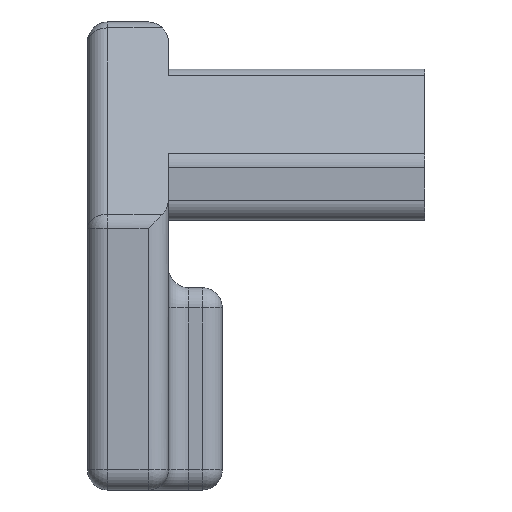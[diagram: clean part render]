
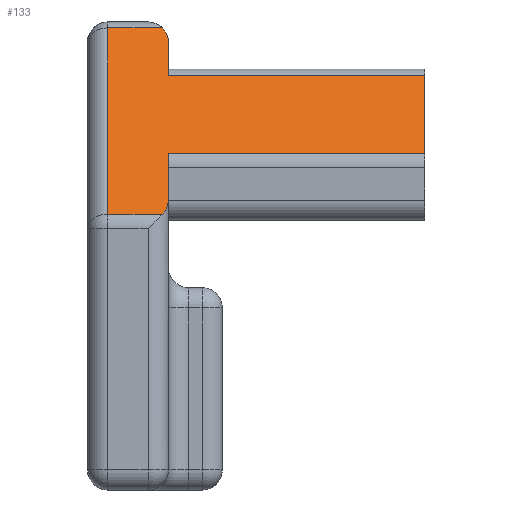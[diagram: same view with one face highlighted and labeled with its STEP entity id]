
A CAD part, left-side view. The second image highlights one B-rep face of the part: STEP entity #133.
In plain terms, the highlighted planar face has unit normal (-0.707, 0, 0.707).
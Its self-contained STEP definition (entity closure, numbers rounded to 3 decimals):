
#41 = DIRECTION ( 'NONE',  ( -0.707, 0., -0.707 ) ) ;
#47 = ORIENTED_EDGE ( 'NONE', *, *, #951, .F. ) ;
#65 = CARTESIAN_POINT ( 'NONE',  ( -83.3, 29.5, 24.7 ) ) ;
#112 = CARTESIAN_POINT ( 'NONE',  ( -97.561, 25.439, 10.439 ) ) ;
#133 = ADVANCED_FACE ( 'NONE', ( #1601 ), #1959, .F. ) ;
#163 = ORIENTED_EDGE ( 'NONE', *, *, #1501, .F. ) ;
#172 = CARTESIAN_POINT ( 'NONE',  ( -93.061, 25., 14.939 ) ) ;
#198 = EDGE_CURVE ( 'NONE', #2347, #1146, #1083, .T. ) ;
#218 = DIRECTION ( 'NONE',  ( 0., 1., 0. ) ) ;
#325 = DIRECTION ( 'NONE',  ( 0., 1., 0. ) ) ;
#332 = CARTESIAN_POINT ( 'NONE',  ( -83.3, 31., 24.7 ) ) ;
#345 = EDGE_CURVE ( 'NONE', #616, #2248, #949, .T. ) ;
#364 = LINE ( 'NONE', #2195, #1567 ) ;
#382 = ORIENTED_EDGE ( 'NONE', *, *, #546, .F. ) ;
#442 = VECTOR ( 'NONE', #2054, 1000. ) ;
#478 = CARTESIAN_POINT ( 'NONE',  ( -87.239, 25., 20.761 ) ) ;
#479 = CARTESIAN_POINT ( 'NONE',  ( -83.739, 25.439, 24.261 ) ) ;
#487 = VECTOR ( 'NONE', #325, 1000. ) ;
#505 = LINE ( 'NONE', #1618, #1660 ) ;
#512 =( BOUNDED_CURVE ( )  B_SPLINE_CURVE ( 3, ( #1898, #1598, #1218, #112 ),
 .UNSPECIFIED., .F., .F. ) 
 B_SPLINE_CURVE_WITH_KNOTS ( ( 4, 4 ),
 ( 4.712, 5.498 ),
 .UNSPECIFIED. ) 
 CURVE ( )  GEOMETRIC_REPRESENTATION_ITEM ( )  RATIONAL_B_SPLINE_CURVE ( ( 1., 0.949, 0.949, 1. ) ) 
 REPRESENTATION_ITEM ( '' )  );
#520 = DIRECTION ( 'NONE',  ( -0.707, 0., -0.707 ) ) ;
#523 = ORIENTED_EDGE ( 'NONE', *, *, #1034, .T. ) ;
#536 = ORIENTED_EDGE ( 'NONE', *, *, #198, .F. ) ;
#546 = EDGE_CURVE ( 'NONE', #1284, #900, #364, .T. ) ;
#569 = DIRECTION ( 'NONE',  ( 0., -1., 0. ) ) ;
#585 = VECTOR ( 'NONE', #218, 1000. ) ;
#597 = CARTESIAN_POINT ( 'NONE',  ( -87.239, 6., 20.761 ) ) ;
#616 = VERTEX_POINT ( 'NONE', #1623 ) ;
#627 = ORIENTED_EDGE ( 'NONE', *, *, #721, .F. ) ;
#649 = EDGE_LOOP ( 'NONE', ( #884, #1636, #382, #163, #627, #1312, #738, #47, #523, #536 ) ) ;
#704 = CARTESIAN_POINT ( 'NONE',  ( -87.239, 31., 20.761 ) ) ;
#721 = EDGE_CURVE ( 'NONE', #1275, #1181, #1518, .T. ) ;
#738 = ORIENTED_EDGE ( 'NONE', *, *, #345, .F. ) ;
#761 = CARTESIAN_POINT ( 'NONE',  ( -83.3, 25., 24.7 ) ) ;
#838 = EDGE_CURVE ( 'NONE', #900, #1220, #2123, .T. ) ;
#882 = DIRECTION ( 'NONE',  ( 0.707, 0., 0.707 ) ) ;
#884 = ORIENTED_EDGE ( 'NONE', *, *, #1050, .F. ) ;
#900 = VERTEX_POINT ( 'NONE', #1937 ) ;
#910 = CARTESIAN_POINT ( 'NONE',  ( -98., 6., 10. ) ) ;
#934 = VERTEX_POINT ( 'NONE', #1998 ) ;
#949 = LINE ( 'NONE', #761, #2180 ) ;
#951 = EDGE_CURVE ( 'NONE', #934, #616, #2354, .T. ) ;
#981 = CARTESIAN_POINT ( 'NONE',  ( -97.561, 29.5, 10.439 ) ) ;
#1021 = CARTESIAN_POINT ( 'NONE',  ( -84.397, 25., 23.603 ) ) ;
#1034 = EDGE_CURVE ( 'NONE', #934, #1146, #2161, .T. ) ;
#1050 = EDGE_CURVE ( 'NONE', #1220, #2347, #505, .T. ) ;
#1057 = DIRECTION ( 'NONE',  ( 0.707, 0., -0.707 ) ) ;
#1083 = LINE ( 'NONE', #704, #1337 ) ;
#1110 = AXIS2_PLACEMENT_3D ( 'NONE', #332, #1057, #882 ) ;
#1146 = VERTEX_POINT ( 'NONE', #597 ) ;
#1160 = CARTESIAN_POINT ( 'NONE',  ( -84.8, 25., 23.2 ) ) ;
#1181 = VERTEX_POINT ( 'NONE', #981 ) ;
#1218 = CARTESIAN_POINT ( 'NONE',  ( -97.276, 25.154, 10.724 ) ) ;
#1220 = VERTEX_POINT ( 'NONE', #1160 ) ;
#1275 = VERTEX_POINT ( 'NONE', #1695 ) ;
#1284 = VERTEX_POINT ( 'NONE', #1566 ) ;
#1312 = ORIENTED_EDGE ( 'NONE', *, *, #1602, .F. ) ;
#1337 = VECTOR ( 'NONE', #569, 1000. ) ;
#1449 = DIRECTION ( 'NONE',  ( 0.707, 0., 0.707 ) ) ;
#1501 = EDGE_CURVE ( 'NONE', #1181, #1284, #1847, .T. ) ;
#1518 = LINE ( 'NONE', #1840, #585 ) ;
#1529 = CARTESIAN_POINT ( 'NONE',  ( -84.024, 25.154, 23.976 ) ) ;
#1566 = CARTESIAN_POINT ( 'NONE',  ( -83.739, 29.5, 24.261 ) ) ;
#1567 = VECTOR ( 'NONE', #1643, 1000. ) ;
#1598 = CARTESIAN_POINT ( 'NONE',  ( -96.903, 25., 11.097 ) ) ;
#1601 = FACE_OUTER_BOUND ( 'NONE', #649, .T. ) ;
#1602 = EDGE_CURVE ( 'NONE', #2248, #1275, #512, .T. ) ;
#1618 = CARTESIAN_POINT ( 'NONE',  ( -83.3, 25., 24.7 ) ) ;
#1623 = CARTESIAN_POINT ( 'NONE',  ( -93.061, 25., 14.939 ) ) ;
#1636 = ORIENTED_EDGE ( 'NONE', *, *, #838, .F. ) ;
#1643 = DIRECTION ( 'NONE',  ( 0., -1., 0. ) ) ;
#1660 = VECTOR ( 'NONE', #520, 1000. ) ;
#1695 = CARTESIAN_POINT ( 'NONE',  ( -97.561, 25.439, 10.439 ) ) ;
#1727 = CARTESIAN_POINT ( 'NONE',  ( -96.5, 25., 11.5 ) ) ;
#1745 = CARTESIAN_POINT ( 'NONE',  ( -84.8, 25., 23.2 ) ) ;
#1840 = CARTESIAN_POINT ( 'NONE',  ( -97.561, 31., 10.439 ) ) ;
#1847 = LINE ( 'NONE', #65, #442 ) ;
#1898 = CARTESIAN_POINT ( 'NONE',  ( -96.5, 25., 11.5 ) ) ;
#1937 = CARTESIAN_POINT ( 'NONE',  ( -83.739, 25.439, 24.261 ) ) ;
#1959 = PLANE ( 'NONE',  #1110 ) ;
#1998 = CARTESIAN_POINT ( 'NONE',  ( -93.061, 6., 14.939 ) ) ;
#2054 = DIRECTION ( 'NONE',  ( 0.707, 0., 0.707 ) ) ;
#2123 =( BOUNDED_CURVE ( )  B_SPLINE_CURVE ( 3, ( #479, #1529, #1021, #1745 ),
 .UNSPECIFIED., .F., .F. ) 
 B_SPLINE_CURVE_WITH_KNOTS ( ( 4, 4 ),
 ( 3.927, 4.712 ),
 .UNSPECIFIED. ) 
 CURVE ( )  GEOMETRIC_REPRESENTATION_ITEM ( )  RATIONAL_B_SPLINE_CURVE ( ( 1., 0.949, 0.949, 1. ) ) 
 REPRESENTATION_ITEM ( '' )  );
#2161 = LINE ( 'NONE', #910, #2237 ) ;
#2180 = VECTOR ( 'NONE', #41, 1000. ) ;
#2195 = CARTESIAN_POINT ( 'NONE',  ( -83.739, 31., 24.261 ) ) ;
#2237 = VECTOR ( 'NONE', #1449, 1000. ) ;
#2248 = VERTEX_POINT ( 'NONE', #1727 ) ;
#2347 = VERTEX_POINT ( 'NONE', #478 ) ;
#2354 = LINE ( 'NONE', #172, #487 ) ;
